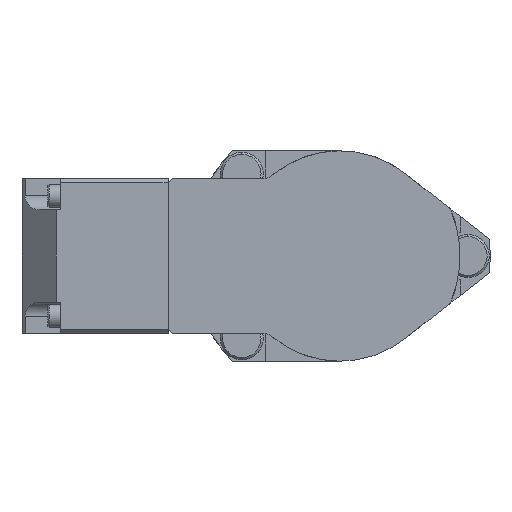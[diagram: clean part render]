
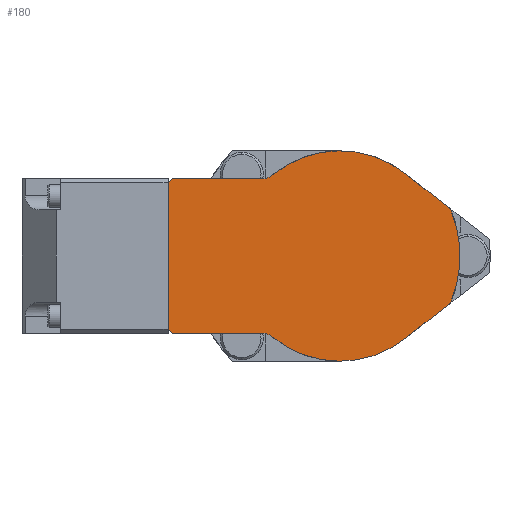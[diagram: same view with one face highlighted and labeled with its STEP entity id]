
A CAD part, left-side view. The second image highlights one B-rep face of the part: STEP entity #180.
In plain terms, the highlighted planar face has unit normal (-1, 0, 0).
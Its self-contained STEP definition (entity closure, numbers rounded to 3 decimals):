
#39 = AXIS2_PLACEMENT_3D ( 'NONE', #15976, #8500, #970 ) ;
#180 = ADVANCED_FACE ( 'NONE', ( #13915 ), #9777, .T. ) ;
#536 = ORIENTED_EDGE ( 'NONE', *, *, #10368, .T. ) ;
#754 = LINE ( 'NONE', #5064, #3685 ) ;
#848 = DIRECTION ( 'NONE',  ( 0., 0., 1. ) ) ;
#970 = DIRECTION ( 'NONE',  ( 0., 0., 1. ) ) ;
#1076 = ORIENTED_EDGE ( 'NONE', *, *, #11197, .T. ) ;
#1164 = VERTEX_POINT ( 'NONE', #8312 ) ;
#1202 = DIRECTION ( 'NONE',  ( 0., 0.788, 0.616 ) ) ;
#1415 = VECTOR ( 'NONE', #6665, 1000. ) ;
#1533 = CARTESIAN_POINT ( 'NONE',  ( -329., 18.026, 18. ) ) ;
#1957 = ORIENTED_EDGE ( 'NONE', *, *, #9319, .T. ) ;
#2041 = VERTEX_POINT ( 'NONE', #3664 ) ;
#2095 = CIRCLE ( 'NONE', #14407, 24.5 ) ;
#2239 = VECTOR ( 'NONE', #11301, 1000. ) ;
#2290 = VECTOR ( 'NONE', #11579, 1000. ) ;
#3161 = LINE ( 'NONE', #10891, #9482 ) ;
#3359 = DIRECTION ( 'NONE',  ( 0., -0.788, 0.616 ) ) ;
#3462 = VERTEX_POINT ( 'NONE', #3732 ) ;
#3469 = CARTESIAN_POINT ( 'NONE',  ( -329., 40., -17. ) ) ;
#3664 = CARTESIAN_POINT ( 'NONE',  ( -329., 15.636, -18.862 ) ) ;
#3685 = VECTOR ( 'NONE', #15085, 1000. ) ;
#3722 = CARTESIAN_POINT ( 'NONE',  ( -329., -25.766, 10.961 ) ) ;
#3732 = CARTESIAN_POINT ( 'NONE',  ( -329., -25.766, 10.961 ) ) ;
#5064 = CARTESIAN_POINT ( 'NONE',  ( -329., 39., 18. ) ) ;
#5376 = ORIENTED_EDGE ( 'NONE', *, *, #16097, .T. ) ;
#5378 = DIRECTION ( 'NONE',  ( 1., 0., 0. ) ) ;
#5388 = DIRECTION ( 'NONE',  ( -1., 0., 0. ) ) ;
#5650 = LINE ( 'NONE', #3722, #14856 ) ;
#6174 = CARTESIAN_POINT ( 'NONE',  ( -329., 18.026, -21.745 ) ) ;
#6405 = ORIENTED_EDGE ( 'NONE', *, *, #11033, .T. ) ;
#6482 = VERTEX_POINT ( 'NONE', #15712 ) ;
#6485 = CARTESIAN_POINT ( 'NONE',  ( -329., -15.084, 19.306 ) ) ;
#6665 = DIRECTION ( 'NONE',  ( 0., 0., -1. ) ) ;
#6676 = DIRECTION ( 'NONE',  ( -1., 0., 0. ) ) ;
#6717 = VERTEX_POINT ( 'NONE', #8707 ) ;
#6766 = VERTEX_POINT ( 'NONE', #13828 ) ;
#7226 = CIRCLE ( 'NONE', #8154, 3.745 ) ;
#7441 = DIRECTION ( 'NONE',  ( 0., 0., 1. ) ) ;
#7528 = DIRECTION ( 'NONE',  ( -1., 0., 0. ) ) ;
#7695 = AXIS2_PLACEMENT_3D ( 'NONE', #12870, #5378, #14127 ) ;
#7917 = EDGE_CURVE ( 'NONE', #6717, #8243, #11754, .T. ) ;
#8154 = AXIS2_PLACEMENT_3D ( 'NONE', #6174, #14936, #7441 ) ;
#8185 = ORIENTED_EDGE ( 'NONE', *, *, #10566, .T. ) ;
#8243 = VERTEX_POINT ( 'NONE', #12448 ) ;
#8287 = EDGE_CURVE ( 'NONE', #12996, #13214, #754, .T. ) ;
#8312 = CARTESIAN_POINT ( 'NONE',  ( -329., 39., -18. ) ) ;
#8381 = DIRECTION ( 'NONE',  ( -1., 0., 0. ) ) ;
#8442 = EDGE_CURVE ( 'NONE', #2041, #6717, #2095, .T. ) ;
#8462 = CIRCLE ( 'NONE', #14813, 24.5 ) ;
#8500 = DIRECTION ( 'NONE',  ( -1., 0., 0. ) ) ;
#8604 = LINE ( 'NONE', #1533, #2290 ) ;
#8697 = ORIENTED_EDGE ( 'NONE', *, *, #7917, .T. ) ;
#8707 = CARTESIAN_POINT ( 'NONE',  ( -329., 0., -24.5 ) ) ;
#8769 = EDGE_CURVE ( 'NONE', #3462, #11420, #5650, .T. ) ;
#8971 = DIRECTION ( 'NONE',  ( 0., 0., 1. ) ) ;
#9265 = VERTEX_POINT ( 'NONE', #3469 ) ;
#9319 = EDGE_CURVE ( 'NONE', #10085, #2041, #7226, .T. ) ;
#9482 = VECTOR ( 'NONE', #3359, 1000. ) ;
#9498 = EDGE_CURVE ( 'NONE', #6482, #12996, #8604, .T. ) ;
#9621 = ORIENTED_EDGE ( 'NONE', *, *, #8769, .T. ) ;
#9777 = PLANE ( 'NONE',  #10401 ) ;
#10027 = CARTESIAN_POINT ( 'NONE',  ( -329., 39., -18. ) ) ;
#10085 = VERTEX_POINT ( 'NONE', #15269 ) ;
#10257 = CIRCLE ( 'NONE', #39, 28. ) ;
#10272 = VECTOR ( 'NONE', #16188, 1000. ) ;
#10368 = EDGE_CURVE ( 'NONE', #8243, #15622, #3161, .T. ) ;
#10397 = ORIENTED_EDGE ( 'NONE', *, *, #8442, .T. ) ;
#10401 = AXIS2_PLACEMENT_3D ( 'NONE', #14855, #7528, #8971 ) ;
#10500 = LINE ( 'NONE', #15009, #2239 ) ;
#10566 = EDGE_CURVE ( 'NONE', #1164, #10085, #10831, .T. ) ;
#10756 = ORIENTED_EDGE ( 'NONE', *, *, #9498, .T. ) ;
#10831 = LINE ( 'NONE', #10027, #10272 ) ;
#10891 = CARTESIAN_POINT ( 'NONE',  ( -329., -15.084, -19.306 ) ) ;
#11033 = EDGE_CURVE ( 'NONE', #13214, #9265, #14754, .T. ) ;
#11197 = EDGE_CURVE ( 'NONE', #15622, #3462, #10257, .T. ) ;
#11301 = DIRECTION ( 'NONE',  ( 0., -0.707, -0.707 ) ) ;
#11420 = VERTEX_POINT ( 'NONE', #6485 ) ;
#11576 = CARTESIAN_POINT ( 'NONE',  ( -329., 40., 17. ) ) ;
#11579 = DIRECTION ( 'NONE',  ( 0., 1., 0. ) ) ;
#11754 = CIRCLE ( 'NONE', #14186, 24.5 ) ;
#12376 = ORIENTED_EDGE ( 'NONE', *, *, #13244, .T. ) ;
#12436 = EDGE_CURVE ( 'NONE', #11420, #6766, #8462, .T. ) ;
#12448 = CARTESIAN_POINT ( 'NONE',  ( -329., -15.084, -19.306 ) ) ;
#12870 = CARTESIAN_POINT ( 'NONE',  ( -329., 18.026, 21.745 ) ) ;
#12881 = CARTESIAN_POINT ( 'NONE',  ( -329., 0., 0. ) ) ;
#12890 = CARTESIAN_POINT ( 'NONE',  ( -329., -25.766, -10.961 ) ) ;
#12932 = CIRCLE ( 'NONE', #7695, 3.745 ) ;
#12966 = CARTESIAN_POINT ( 'NONE',  ( -329., 40., 17. ) ) ;
#12996 = VERTEX_POINT ( 'NONE', #16124 ) ;
#13214 = VERTEX_POINT ( 'NONE', #11576 ) ;
#13244 = EDGE_CURVE ( 'NONE', #6766, #6482, #12932, .T. ) ;
#13828 = CARTESIAN_POINT ( 'NONE',  ( -329., 15.636, 18.862 ) ) ;
#13915 = FACE_OUTER_BOUND ( 'NONE', #15067, .T. ) ;
#14127 = DIRECTION ( 'NONE',  ( 0., 0., 1. ) ) ;
#14137 = DIRECTION ( 'NONE',  ( 0., 0., 1. ) ) ;
#14174 = CARTESIAN_POINT ( 'NONE',  ( -329., 0., 0. ) ) ;
#14186 = AXIS2_PLACEMENT_3D ( 'NONE', #14174, #6676, #15436 ) ;
#14359 = ORIENTED_EDGE ( 'NONE', *, *, #12436, .T. ) ;
#14407 = AXIS2_PLACEMENT_3D ( 'NONE', #12881, #5388, #14137 ) ;
#14754 = LINE ( 'NONE', #12966, #1415 ) ;
#14813 = AXIS2_PLACEMENT_3D ( 'NONE', #15859, #8381, #848 ) ;
#14855 = CARTESIAN_POINT ( 'NONE',  ( -329., 0., 0. ) ) ;
#14856 = VECTOR ( 'NONE', #1202, 1000. ) ;
#14936 = DIRECTION ( 'NONE',  ( 1., 0., 0. ) ) ;
#15009 = CARTESIAN_POINT ( 'NONE',  ( -329., 40., -17. ) ) ;
#15067 = EDGE_LOOP ( 'NONE', ( #10397, #8697, #536, #1076, #9621, #14359, #12376, #10756, #16098, #6405, #5376, #8185, #1957 ) ) ;
#15085 = DIRECTION ( 'NONE',  ( 0., 0.707, -0.707 ) ) ;
#15269 = CARTESIAN_POINT ( 'NONE',  ( -329., 18.026, -18. ) ) ;
#15436 = DIRECTION ( 'NONE',  ( 0., 0., 1. ) ) ;
#15622 = VERTEX_POINT ( 'NONE', #12890 ) ;
#15712 = CARTESIAN_POINT ( 'NONE',  ( -329., 18.026, 18. ) ) ;
#15859 = CARTESIAN_POINT ( 'NONE',  ( -329., 0., 0. ) ) ;
#15976 = CARTESIAN_POINT ( 'NONE',  ( -329., 0., 0. ) ) ;
#16097 = EDGE_CURVE ( 'NONE', #9265, #1164, #10500, .T. ) ;
#16098 = ORIENTED_EDGE ( 'NONE', *, *, #8287, .T. ) ;
#16124 = CARTESIAN_POINT ( 'NONE',  ( -329., 39., 18. ) ) ;
#16188 = DIRECTION ( 'NONE',  ( 0., -1., 0. ) ) ;
